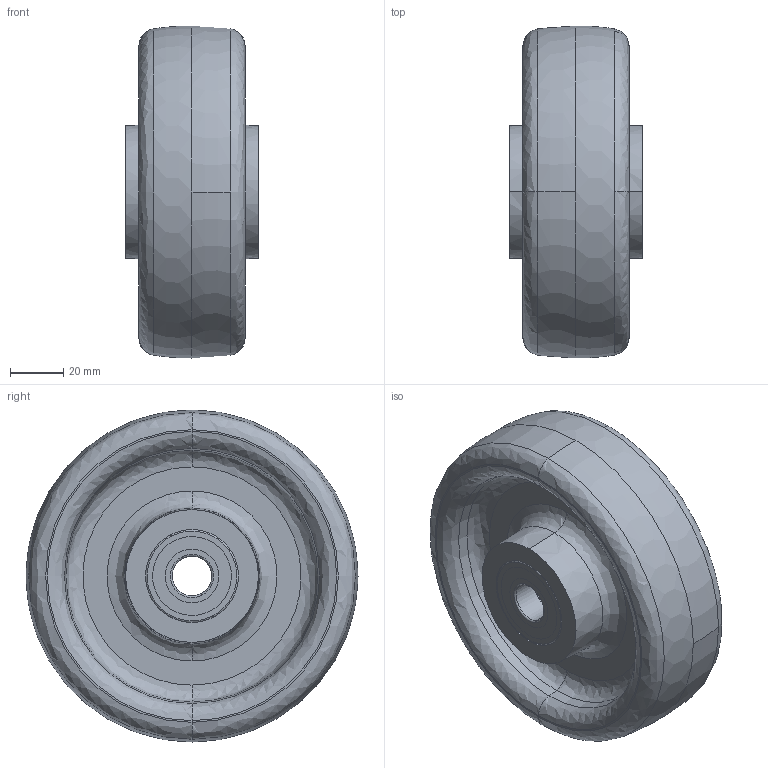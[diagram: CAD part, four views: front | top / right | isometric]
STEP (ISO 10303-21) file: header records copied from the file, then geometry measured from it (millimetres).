
FILE_DESCRIPTION (( 'STEP AP214' ), '1' );
FILE_NAME ('0033422.step', '2022-05-20T10:23:51', ( '' ), ( '' ), 'SwSTEP 2.0', 'SolidWorks 2020', '' );
FILE_SCHEMA (( 'AUTOMOTIVE_DESIGN' ));
Length unit declared in the file: millimetre
Products named in the file (1): 0033422
Bounding box: 50.1 x 125 x 125 mm (x, y, z)
Volume: 323156 mm3; surface area: 70599.1 mm2
Topology: 12 solids, 12 shells, 166 faces, 336 edges, 202 vertices
Faces by surface type: cylinder 62, torus 40, plane 32, bspline 20, cone 12
Entity records: 7537 total; most frequent: CARTESIAN_POINT 1925, DIRECTION 876, ORIENTED_EDGE 672, AXIS2_PLACEMENT_3D 401, EDGE_CURVE 336, CIRCLE 254, VERTEX_POINT 202, EDGE_LOOP 198
